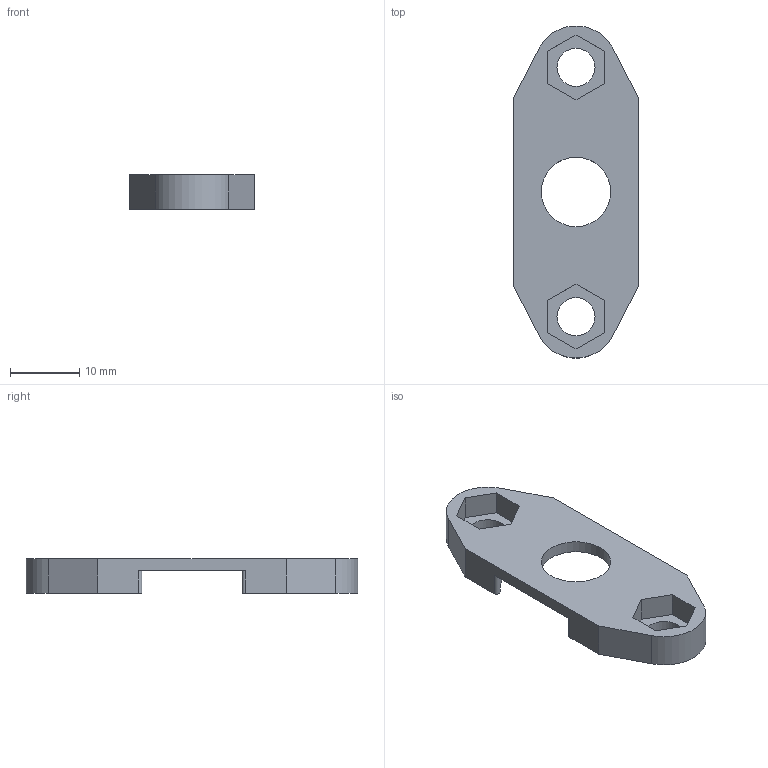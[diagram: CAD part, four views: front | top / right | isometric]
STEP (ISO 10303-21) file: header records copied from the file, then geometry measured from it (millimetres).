
FILE_DESCRIPTION((''),'2;1');
FILE_NAME('BEARING CLAMP 2.stp','2014-06-10T14:53:56',('jge'),(''),'Autodesk Inventor 2012','Autodesk Inventor 2012','');
FILE_SCHEMA(('AUTOMOTIVE_DESIGN { 1 0 10303 214 1 1 1 1 }'));
Length unit declared in the file: millimetre
Products named in the file (1): BEARING CLAMP 2
Bounding box: 18 x 47.96 x 5 mm (x, y, z)
Volume: 1986.6 mm3; surface area: 2137.8 mm2
Topology: 1 solids, 1 shells, 35 faces, 94 edges, 63 vertices
Faces by surface type: plane 24, cylinder 11
Full cylindrical faces by diameter (mm): 5.5 x2, 10 x1
Entity records: 1112 total; most frequent: CARTESIAN_POINT 188, DIRECTION 184, ORIENTED_EDGE 180, EDGE_CURVE 90, VECTOR 68, LINE 68, VERTEX_POINT 62, AXIS2_PLACEMENT_3D 58
